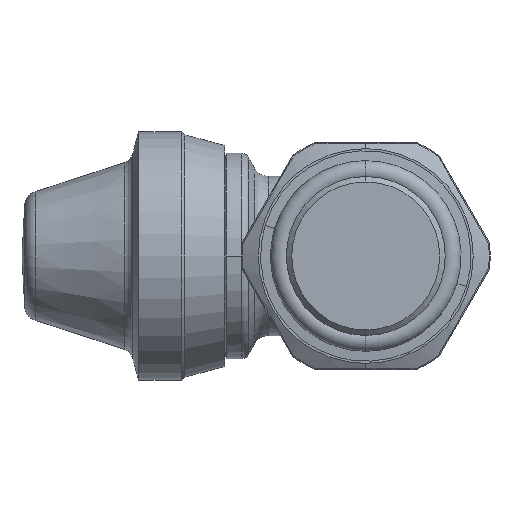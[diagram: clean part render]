
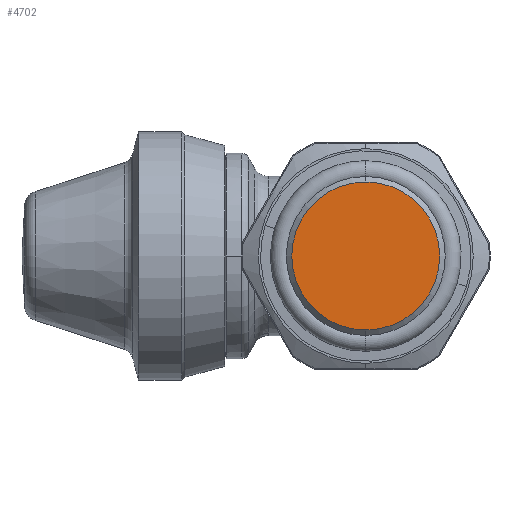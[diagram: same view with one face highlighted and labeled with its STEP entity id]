
A CAD part, left-side view. The second image highlights one B-rep face of the part: STEP entity #4702.
In plain terms, the highlighted planar face has unit normal (-1, 0, 0).
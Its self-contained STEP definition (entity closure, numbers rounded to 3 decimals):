
#48 = AXIS2_PLACEMENT_3D ( 'NONE', #499, #1955, #4324 ) ;
#499 = CARTESIAN_POINT ( 'NONE',  ( -61.57, 0., 0. ) ) ;
#601 = DIRECTION ( 'NONE',  ( -1., 0., 0. ) ) ;
#1729 = FACE_OUTER_BOUND ( 'NONE', #6684, .T. ) ;
#1877 = EDGE_CURVE ( 'Defeature completata1_179+Defeature completata1_180+Defeature completata1_180+Defeature completata1_180', #4253, #9449, #2283, .T. ) ;
#1955 = DIRECTION ( 'NONE',  ( -1., 0., 0. ) ) ;
#2241 = AXIS2_PLACEMENT_3D ( 'NONE', #3307, #7798, #3260 ) ;
#2283 = CIRCLE ( 'NONE', #48, 12.05 ) ;
#3260 = DIRECTION ( 'NONE',  ( 0., 0., 1. ) ) ;
#3307 = CARTESIAN_POINT ( 'NONE',  ( -61.57, 0., 0. ) ) ;
#3753 = EDGE_CURVE ( 'Defeature completata1_179+Defeature completata1_180+Defeature completata1_180+Defeature completata1_180', #9449, #4253, #8504, .T. ) ;
#4253 = VERTEX_POINT ( 'NONE', #6263 ) ;
#4324 = DIRECTION ( 'NONE',  ( 0., 0., -1. ) ) ;
#4702 = ADVANCED_FACE ( 'Defeature completata1_179', ( #1729 ), #7955, .F. ) ;
#6263 = CARTESIAN_POINT ( 'NONE',  ( -61.57, 0., 12.05 ) ) ;
#6524 = ORIENTED_EDGE ( 'NONE', *, *, #3753, .T. ) ;
#6670 = DIRECTION ( 'NONE',  ( 0., 0., -1. ) ) ;
#6684 = EDGE_LOOP ( 'NONE', ( #9011, #6524 ) ) ;
#7798 = DIRECTION ( 'NONE',  ( 1., 0., 0. ) ) ;
#7955 = PLANE ( 'NONE',  #2241 ) ;
#8504 = CIRCLE ( 'NONE', #8988, 12.05 ) ;
#8988 = AXIS2_PLACEMENT_3D ( 'NONE', #9084, #601, #6670 ) ;
#9011 = ORIENTED_EDGE ( 'NONE', *, *, #1877, .T. ) ;
#9084 = CARTESIAN_POINT ( 'NONE',  ( -61.57, 0., 0. ) ) ;
#9415 = CARTESIAN_POINT ( 'NONE',  ( -61.57, 0., -12.05 ) ) ;
#9449 = VERTEX_POINT ( 'NONE', #9415 ) ;
